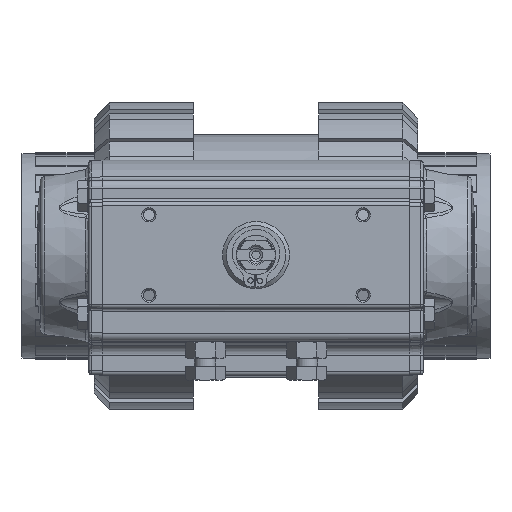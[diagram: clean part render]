
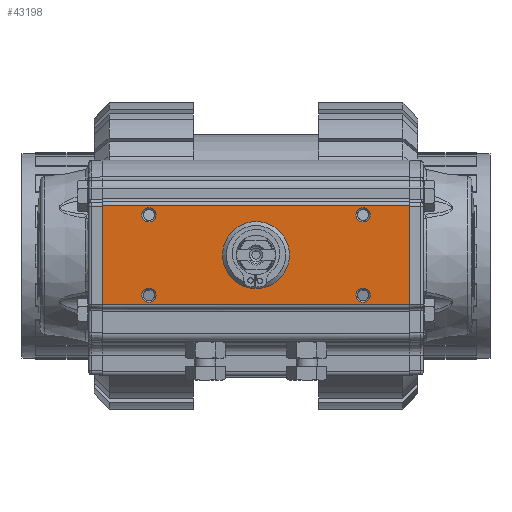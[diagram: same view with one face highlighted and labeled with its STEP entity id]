
A CAD part, top view. The second image highlights one B-rep face of the part: STEP entity #43198.
In plain terms, the highlighted planar face has unit normal (0, 0, 1).
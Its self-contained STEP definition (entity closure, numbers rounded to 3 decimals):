
#37848=CARTESIAN_POINT('',(57.4,-18.35,266.5));
#37849=VERTEX_POINT('',#37848);
#37850=CARTESIAN_POINT('',(57.4,18.3,266.5));
#37851=VERTEX_POINT('',#37850);
#37852=CARTESIAN_POINT('',(57.4,-18.35,266.5));
#37853=DIRECTION('',(0.0,1.0,0.0));
#37854=VECTOR('',#37853,36.65);
#37855=LINE('',#37852,#37854);
#37856=EDGE_CURVE('',#37849,#37851,#37855,.T.);
#42675=CARTESIAN_POINT('',(57.4,18.5,266.5));
#42676=VERTEX_POINT('',#42675);
#42684=CARTESIAN_POINT('',(57.4,18.5,266.5));
#42685=DIRECTION('',(0.0,-1.0,0.0));
#42686=VECTOR('',#42685,0.2);
#42687=LINE('',#42684,#42686);
#42688=EDGE_CURVE('',#42676,#37851,#42687,.T.);
#42862=CARTESIAN_POINT('',(57.4,-18.5,266.5));
#42863=VERTEX_POINT('',#42862);
#42864=CARTESIAN_POINT('',(57.4,-18.35,266.5));
#42865=DIRECTION('',(0.0,-1.0,0.0));
#42866=VECTOR('',#42865,0.15);
#42867=LINE('',#42864,#42866);
#42868=EDGE_CURVE('',#37849,#42863,#42867,.T.);
#43111=CARTESIAN_POINT('',(57.4,-18.5,266.5));
#43112=DIRECTION('',(0.0,0.0,1.0));
#43113=DIRECTION('',(-1.0,0.0,0.0));
#43114=AXIS2_PLACEMENT_3D('',#43111,#43112,#43113);
#43115=PLANE('',#43114);
#43116=ORIENTED_EDGE('',*,*,#42688,.F.);
#43117=CARTESIAN_POINT('',(-57.4,18.5,266.5));
#43118=VERTEX_POINT('',#43117);
#43119=CARTESIAN_POINT('',(57.4,18.5,266.5));
#43120=DIRECTION('',(-1.0,0.0,0.0));
#43121=VECTOR('',#43120,114.8);
#43122=LINE('',#43119,#43121);
#43123=EDGE_CURVE('',#42676,#43118,#43122,.T.);
#43124=ORIENTED_EDGE('',*,*,#43123,.T.);
#43125=CARTESIAN_POINT('',(-57.4,-18.5,266.5));
#43126=VERTEX_POINT('',#43125);
#43127=CARTESIAN_POINT('',(-57.4,18.5,266.5));
#43128=DIRECTION('',(0.0,-1.0,0.0));
#43129=VECTOR('',#43128,37.0);
#43130=LINE('',#43127,#43129);
#43131=EDGE_CURVE('',#43118,#43126,#43130,.T.);
#43132=ORIENTED_EDGE('',*,*,#43131,.T.);
#43133=CARTESIAN_POINT('',(-57.4,-18.5,266.5));
#43134=DIRECTION('',(1.0,0.0,0.0));
#43135=VECTOR('',#43134,114.8);
#43136=LINE('',#43133,#43135);
#43137=EDGE_CURVE('',#43126,#42863,#43136,.T.);
#43138=ORIENTED_EDGE('',*,*,#43137,.T.);
#43139=ORIENTED_EDGE('',*,*,#42868,.F.);
#43140=ORIENTED_EDGE('',*,*,#37856,.T.);
#43141=EDGE_LOOP('',(#43116,#43124,#43132,#43138,#43139,#43140));
#43142=FACE_OUTER_BOUND('',#43141,.T.);
#43143=CARTESIAN_POINT('',(37.35,15.,266.5));
#43144=VERTEX_POINT('',#43143);
#43145=CARTESIAN_POINT('',(40.,15.,266.5));
#43146=DIRECTION('',(0.0,0.0,-1.0));
#43147=DIRECTION('',(-1.0,0.0,0.0));
#43148=AXIS2_PLACEMENT_3D('',#43145,#43146,#43147);
#43149=CIRCLE('',#43148,2.65);
#43150=EDGE_CURVE('',#43144,#43144,#43149,.T.);
#43151=ORIENTED_EDGE('',*,*,#43150,.T.);
#43152=EDGE_LOOP('',(#43151));
#43153=FACE_BOUND('',#43152,.T.);
#43154=CARTESIAN_POINT('',(37.35,-15.,266.5));
#43155=VERTEX_POINT('',#43154);
#43156=CARTESIAN_POINT('',(40.,-15.,266.5));
#43157=DIRECTION('',(0.0,0.0,-1.0));
#43158=DIRECTION('',(-1.0,0.0,0.0));
#43159=AXIS2_PLACEMENT_3D('',#43156,#43157,#43158);
#43160=CIRCLE('',#43159,2.65);
#43161=EDGE_CURVE('',#43155,#43155,#43160,.T.);
#43162=ORIENTED_EDGE('',*,*,#43161,.T.);
#43163=EDGE_LOOP('',(#43162));
#43164=FACE_BOUND('',#43163,.T.);
#43165=CARTESIAN_POINT('',(-42.65,-15.,266.5));
#43166=VERTEX_POINT('',#43165);
#43167=CARTESIAN_POINT('',(-40.,-15.,266.5));
#43168=DIRECTION('',(0.0,0.0,-1.0));
#43169=DIRECTION('',(-1.0,0.0,0.0));
#43170=AXIS2_PLACEMENT_3D('',#43167,#43168,#43169);
#43171=CIRCLE('',#43170,2.65);
#43172=EDGE_CURVE('',#43166,#43166,#43171,.T.);
#43173=ORIENTED_EDGE('',*,*,#43172,.T.);
#43174=EDGE_LOOP('',(#43173));
#43175=FACE_BOUND('',#43174,.T.);
#43176=CARTESIAN_POINT('',(-42.65,15.,266.5));
#43177=VERTEX_POINT('',#43176);
#43178=CARTESIAN_POINT('',(-40.,15.,266.5));
#43179=DIRECTION('',(0.0,0.0,-1.0));
#43180=DIRECTION('',(-1.0,0.0,0.0));
#43181=AXIS2_PLACEMENT_3D('',#43178,#43179,#43180);
#43182=CIRCLE('',#43181,2.65);
#43183=EDGE_CURVE('',#43177,#43177,#43182,.T.);
#43184=ORIENTED_EDGE('',*,*,#43183,.T.);
#43185=EDGE_LOOP('',(#43184));
#43186=FACE_BOUND('',#43185,.T.);
#43187=CARTESIAN_POINT('',(0.,12.5,266.5));
#43188=VERTEX_POINT('',#43187);
#43189=CARTESIAN_POINT('',(0.,0.,266.5));
#43190=DIRECTION('',(0.0,0.0,-1.0));
#43191=DIRECTION('',(0.0,1.0,0.0));
#43192=AXIS2_PLACEMENT_3D('',#43189,#43190,#43191);
#43193=CIRCLE('',#43192,12.5);
#43194=EDGE_CURVE('',#43188,#43188,#43193,.T.);
#43195=ORIENTED_EDGE('',*,*,#43194,.T.);
#43196=EDGE_LOOP('',(#43195));
#43197=FACE_BOUND('',#43196,.T.);
#43198=ADVANCED_FACE('',(#43142,#43153,#43164,#43175,#43186,#43197),#43115,.T.);
